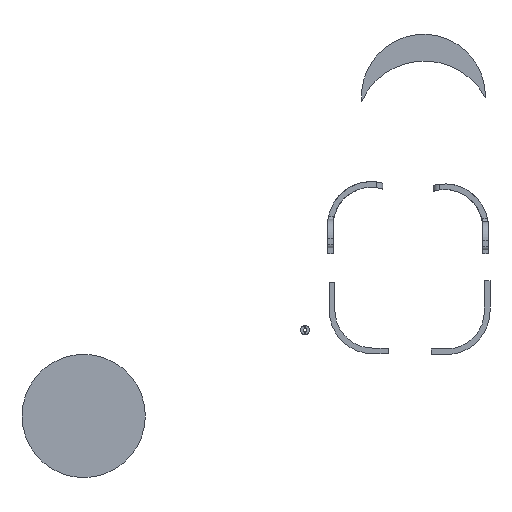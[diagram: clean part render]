
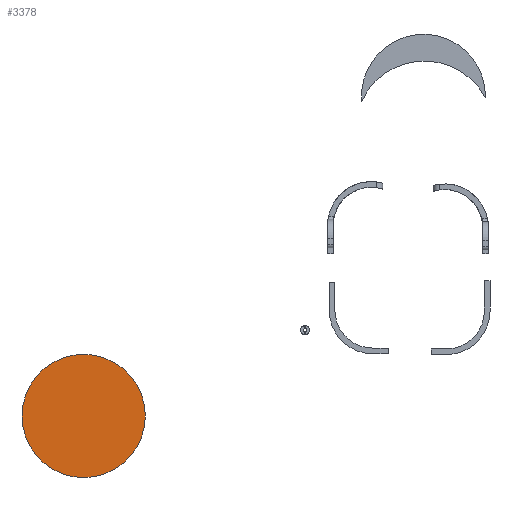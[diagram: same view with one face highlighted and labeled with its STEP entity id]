
A CAD part, front view. The second image highlights one B-rep face of the part: STEP entity #3378.
In plain terms, the highlighted planar face has unit normal (0, -1, 0).
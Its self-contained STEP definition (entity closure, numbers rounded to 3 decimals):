
#216=CIRCLE('',#3651,98.5);
#217=CIRCLE('',#3652,98.5);
#387=FACE_OUTER_BOUND('',#581,.T.);
#581=EDGE_LOOP('',(#2661,#2662));
#1486=VERTEX_POINT('',#5539);
#1487=VERTEX_POINT('',#5541);
#1906=EDGE_CURVE('',#1487,#1486,#216,.T.);
#1907=EDGE_CURVE('',#1486,#1487,#217,.T.);
#2661=ORIENTED_EDGE('',*,*,#1906,.T.);
#2662=ORIENTED_EDGE('',*,*,#1907,.T.);
#3232=PLANE('',#3653);
#3378=ADVANCED_FACE('',(#387),#3232,.T.);
#3651=AXIS2_PLACEMENT_3D('',#5542,#4304,#4305);
#3652=AXIS2_PLACEMENT_3D('',#5543,#4306,#4307);
#3653=AXIS2_PLACEMENT_3D('',#5544,#4308,#4309);
#4304=DIRECTION('center_axis',(0.,-1.,0.));
#4305=DIRECTION('ref_axis',(1.,0.,0.));
#4306=DIRECTION('center_axis',(0.,-1.,0.));
#4307=DIRECTION('ref_axis',(1.,0.,0.));
#4308=DIRECTION('center_axis',(0.,-1.,0.));
#4309=DIRECTION('ref_axis',(-1.,0.,0.));
#5539=CARTESIAN_POINT('',(-594.979,1.015,-259.147));
#5541=CARTESIAN_POINT('',(-397.979,1.015,-259.147));
#5542=CARTESIAN_POINT('Origin',(-496.479,1.015,-259.147));
#5543=CARTESIAN_POINT('Origin',(-496.479,1.015,-259.147));
#5544=CARTESIAN_POINT('Origin',(-393.298,1.015,20.202));
